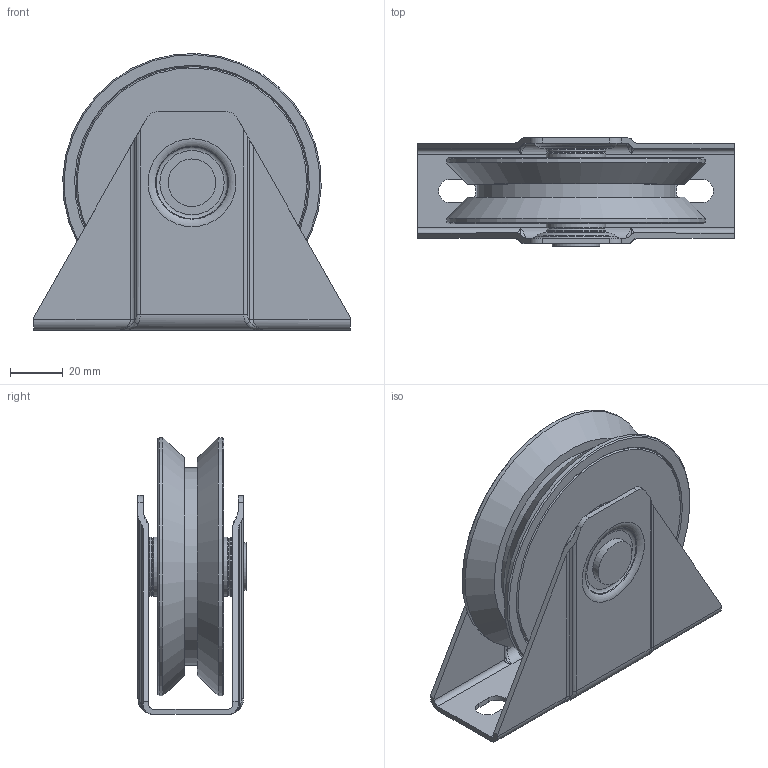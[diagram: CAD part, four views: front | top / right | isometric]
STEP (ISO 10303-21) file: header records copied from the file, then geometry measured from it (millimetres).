
FILE_DESCRIPTION(/* description */ (''),/* implementation_level */ '2;1');
FILE_NAME(/* name */ '21100V20.stp',/* time_stamp */ '2021-12-07T08:20:00+01:00',/* author */ ('Giuliano'),/* organization */ (''),/* preprocessor_version */ 'ST-DEVELOPER v18.1',/* originating_system */ 'Autodesk Inventor 2021',/* authorisation */ '');
FILE_SCHEMA (('AUTOMOTIVE_DESIGN { 1 0 10303 214 3 1 1 }'));
Length unit declared in the file: millimetre
Products named in the file (6): 21100V20; 19727; 19702; roulement_6303_1; 19741; 19711
Assembly tree (6 placements, depth 2):
  21100V20
    19727
    19702
    roulement_6303_1
    19741
    19711  x2
Bounding box: 120 x 41 x 104.96 mm (x, y, z)
Volume: 168364.5 mm3; surface area: 76088.6 mm2
Topology: 8 solids, 8 shells, 259 faces, 634 edges, 400 vertices
Faces by surface type: plane 97, cylinder 62, bspline 55, cone 22, torus 19, sphere 4
Full cylindrical faces by diameter (mm): 10.5 x1, 13.9 x1, 14 x2, 14.5 x2, 17 x3, 18 x1, 22.5 x4, 26 x2, 38 x2, 41 x1, 47 x2, 47.4 x1, 52 x1, 75 x1, 98 x2
Entity records: 8354 total; most frequent: CARTESIAN_POINT 2405, ORIENTED_EDGE 1188, DIRECTION 1134, EDGE_CURVE 594, AXIS2_PLACEMENT_3D 422, VERTEX_POINT 386, EDGE_LOOP 290, LINE 290
